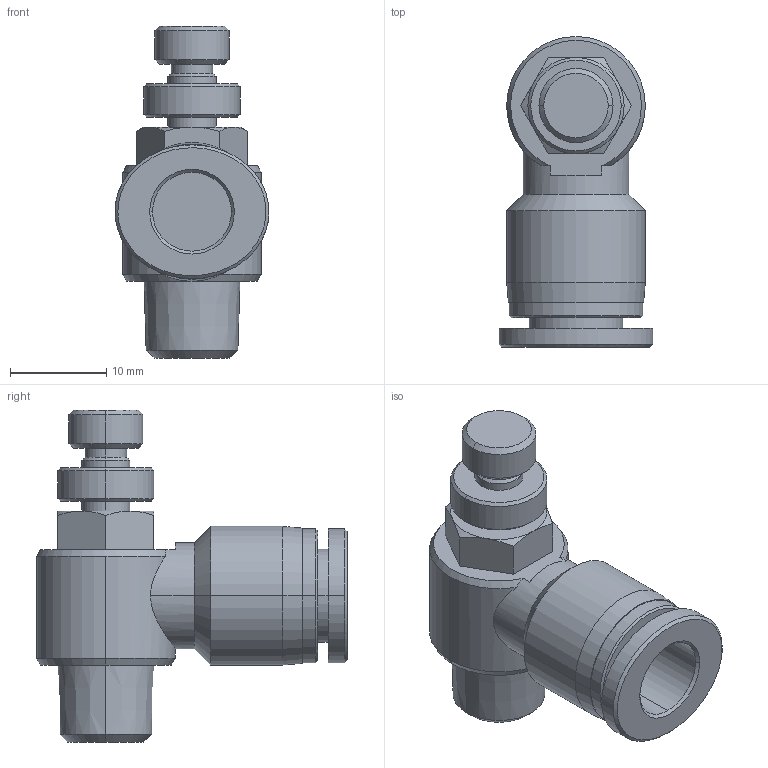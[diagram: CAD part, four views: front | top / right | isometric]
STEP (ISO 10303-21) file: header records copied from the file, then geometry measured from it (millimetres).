
FILE_DESCRIPTION((''),'2;1');
FILE_NAME('NSE0801-MDT.stp','2017-07-22T08:51:23',(''),(''),'Mechanical Desktop 2009','Mechanical Desktop 2009',', , ');
FILE_SCHEMA(('CONFIG_CONTROL_DESIGN'));
Length unit declared in the file: millimetre
Products named in the file (6): NSE0801-MDTA; NSE0801-MDT; NEEDLE-01; COLLAR-04L; R01; COLLAR-08L
Assembly tree (6 placements, depth 3):
  NSE0801-MDTA
    NSE0801-MDT
    NEEDLE-01
      COLLAR-04L
      R01
    R01
    COLLAR-08L
Bounding box: 16 x 32.3 x 34.5 mm (x, y, z)
Volume: 5077.7 mm3; surface area: 3151.5 mm2
Topology: 1 solids, 1 shells, 77 faces, 164 edges, 100 vertices
Faces by surface type: cone 31, cylinder 22, plane 21, bspline 3
Entity records: 2650 total; most frequent: CARTESIAN_POINT 816, DIRECTION 385, ORIENTED_EDGE 328, EDGE_CURVE 164, AXIS2_PLACEMENT_3D 161, VERTEX_POINT 100, EDGE_LOOP 88, CIRCLE 78
